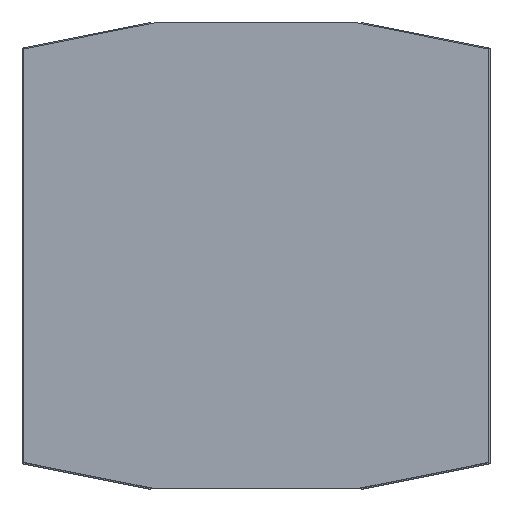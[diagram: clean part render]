
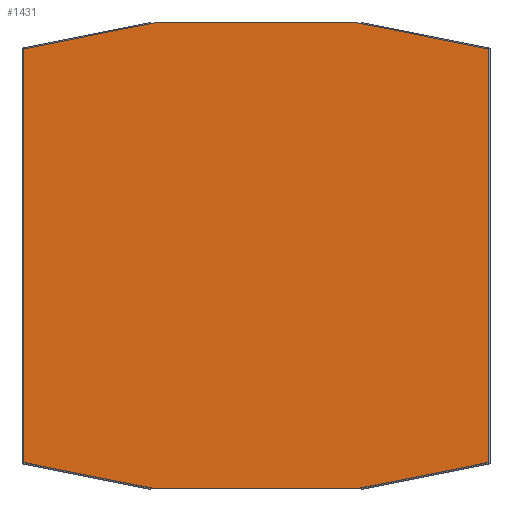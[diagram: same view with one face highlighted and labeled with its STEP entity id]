
A CAD part, top view. The second image highlights one B-rep face of the part: STEP entity #1431.
In plain terms, the highlighted planar face has unit normal (0, 0, 1).
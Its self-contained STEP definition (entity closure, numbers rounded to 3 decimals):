
#177 = VECTOR ( 'NONE', #366, 1000. ) ;
#216 = VECTOR ( 'NONE', #690, 1000. ) ;
#262 = VERTEX_POINT ( 'NONE', #1988 ) ;
#296 = CARTESIAN_POINT ( 'NONE',  ( 0.875, 2., 1.49 ) ) ;
#366 = DIRECTION ( 'NONE',  ( 0., 1., 0. ) ) ;
#415 = ORIENTED_EDGE ( 'NONE', *, *, #646, .T. ) ;
#423 = CARTESIAN_POINT ( 'NONE',  ( -2., 1.775, 1.49 ) ) ;
#439 = LINE ( 'NONE', #597, #593 ) ;
#441 = AXIS2_PLACEMENT_3D ( 'NONE', #544, #2139, #1971 ) ;
#453 = LINE ( 'NONE', #1177, #177 ) ;
#460 = DIRECTION ( 'NONE',  ( -0.981, 0.196, 0. ) ) ;
#472 = EDGE_CURVE ( 'NONE', #1294, #1082, #867, .T. ) ;
#473 = EDGE_CURVE ( 'NONE', #2353, #1053, #453, .T. ) ;
#491 = CARTESIAN_POINT ( 'NONE',  ( 2., -1.775, 1.49 ) ) ;
#519 = VERTEX_POINT ( 'NONE', #2143 ) ;
#544 = CARTESIAN_POINT ( 'NONE',  ( 0., 0., 1.49 ) ) ;
#551 = FACE_OUTER_BOUND ( 'NONE', #1847, .T. ) ;
#573 = EDGE_CURVE ( 'NONE', #1082, #1481, #1107, .T. ) ;
#593 = VECTOR ( 'NONE', #778, 1000. ) ;
#597 = CARTESIAN_POINT ( 'NONE',  ( 2., -1.775, 1.49 ) ) ;
#601 = ORIENTED_EDGE ( 'NONE', *, *, #473, .T. ) ;
#646 = EDGE_CURVE ( 'NONE', #519, #1294, #1857, .T. ) ;
#690 = DIRECTION ( 'NONE',  ( 0., -1., 0. ) ) ;
#698 = CARTESIAN_POINT ( 'NONE',  ( 0.875, -2., 1.49 ) ) ;
#703 = PLANE ( 'NONE',  #441 ) ;
#706 = CARTESIAN_POINT ( 'NONE',  ( 0.875, 2., 1.49 ) ) ;
#719 = DIRECTION ( 'NONE',  ( 0.981, -0.196, 0. ) ) ;
#778 = DIRECTION ( 'NONE',  ( 0.981, 0.196, 0. ) ) ;
#835 = LINE ( 'NONE', #1783, #1879 ) ;
#844 = DIRECTION ( 'NONE',  ( -1., 0., 0. ) ) ;
#867 = LINE ( 'NONE', #2331, #216 ) ;
#917 = CARTESIAN_POINT ( 'NONE',  ( -0.875, -2., 1.49 ) ) ;
#1023 = EDGE_CURVE ( 'NONE', #262, #2353, #439, .T. ) ;
#1049 = DIRECTION ( 'NONE',  ( 1., 0., 0. ) ) ;
#1053 = VERTEX_POINT ( 'NONE', #1334 ) ;
#1082 = VERTEX_POINT ( 'NONE', #1892 ) ;
#1107 = LINE ( 'NONE', #1622, #2165 ) ;
#1117 = EDGE_CURVE ( 'NONE', #1259, #519, #835, .T. ) ;
#1164 = DIRECTION ( 'NONE',  ( -0.981, -0.196, 0. ) ) ;
#1177 = CARTESIAN_POINT ( 'NONE',  ( 2., 1.775, 1.49 ) ) ;
#1244 = ORIENTED_EDGE ( 'NONE', *, *, #2352, .T. ) ;
#1248 = EDGE_CURVE ( 'NONE', #1053, #1259, #2346, .T. ) ;
#1259 = VERTEX_POINT ( 'NONE', #296 ) ;
#1268 = LINE ( 'NONE', #698, #2142 ) ;
#1294 = VERTEX_POINT ( 'NONE', #1631 ) ;
#1310 = ORIENTED_EDGE ( 'NONE', *, *, #1117, .T. ) ;
#1323 = ORIENTED_EDGE ( 'NONE', *, *, #472, .T. ) ;
#1334 = CARTESIAN_POINT ( 'NONE',  ( 2., 1.775, 1.49 ) ) ;
#1431 = ADVANCED_FACE ( 'NONE', ( #551 ), #703, .F. ) ;
#1481 = VERTEX_POINT ( 'NONE', #917 ) ;
#1622 = CARTESIAN_POINT ( 'NONE',  ( -0.875, -2., 1.49 ) ) ;
#1625 = ORIENTED_EDGE ( 'NONE', *, *, #1248, .T. ) ;
#1631 = CARTESIAN_POINT ( 'NONE',  ( -2., 1.775, 1.49 ) ) ;
#1662 = VECTOR ( 'NONE', #1164, 1000. ) ;
#1783 = CARTESIAN_POINT ( 'NONE',  ( -0.875, 2., 1.49 ) ) ;
#1847 = EDGE_LOOP ( 'NONE', ( #415, #1323, #2115, #1244, #2186, #601, #1625, #1310 ) ) ;
#1857 = LINE ( 'NONE', #423, #1662 ) ;
#1879 = VECTOR ( 'NONE', #844, 1000. ) ;
#1892 = CARTESIAN_POINT ( 'NONE',  ( -2., -1.775, 1.49 ) ) ;
#1971 = DIRECTION ( 'NONE',  ( -1., 0., 0. ) ) ;
#1988 = CARTESIAN_POINT ( 'NONE',  ( 0.875, -2., 1.49 ) ) ;
#2069 = VECTOR ( 'NONE', #460, 1000. ) ;
#2115 = ORIENTED_EDGE ( 'NONE', *, *, #573, .T. ) ;
#2139 = DIRECTION ( 'NONE',  ( 0., 0., -1. ) ) ;
#2142 = VECTOR ( 'NONE', #1049, 1000. ) ;
#2143 = CARTESIAN_POINT ( 'NONE',  ( -0.875, 2., 1.49 ) ) ;
#2165 = VECTOR ( 'NONE', #719, 1000. ) ;
#2186 = ORIENTED_EDGE ( 'NONE', *, *, #1023, .T. ) ;
#2331 = CARTESIAN_POINT ( 'NONE',  ( -2., -1.775, 1.49 ) ) ;
#2346 = LINE ( 'NONE', #706, #2069 ) ;
#2352 = EDGE_CURVE ( 'NONE', #1481, #262, #1268, .T. ) ;
#2353 = VERTEX_POINT ( 'NONE', #491 ) ;
